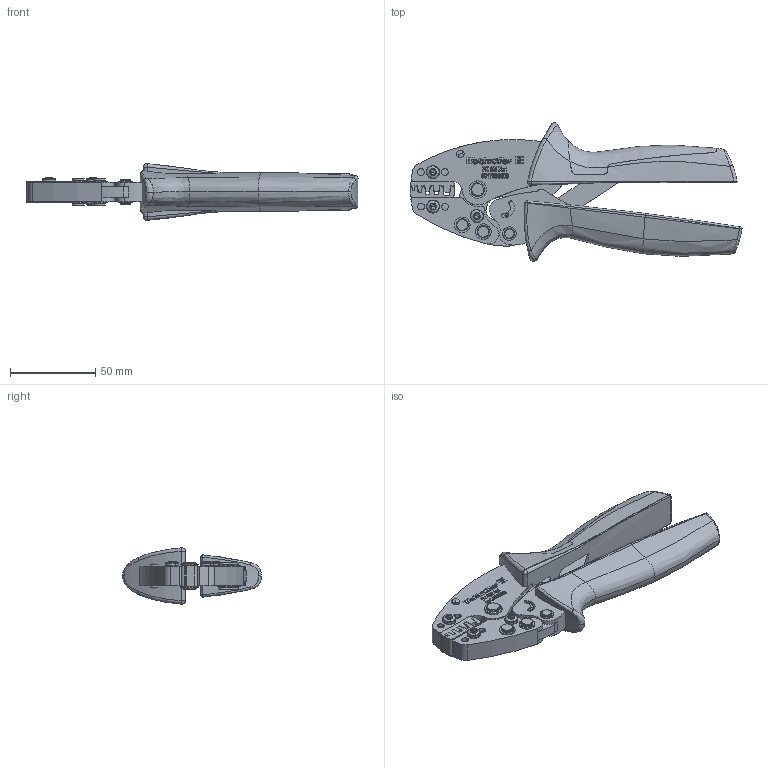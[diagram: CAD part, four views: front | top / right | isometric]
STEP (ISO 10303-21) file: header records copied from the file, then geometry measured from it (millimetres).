
FILE_DESCRIPTION(('CATIA V5 STEP Exchange','CAx-IF Rec.Pracs.--- Model Styling and Organization---1.5--- 2016-08-15','CAx-IF Rec.Pracs.---Supplemental Geometry---1.0---2011-11-01','CAx-IF Rec.Pracs.--- Composite Materials ---1.1---2010-07-15'),'2;1');
FILE_NAME ('033479-1_0', '2024-11-07T12:05:57+00:00', ('none'), ('Weidmueller'), 'CATIA Version 5-6 Release 2022 SP4 HF5', 'CATIA V5 STEP AP214 v3', 'none');
FILE_SCHEMA(('AUTOMOTIVE_DESIGN { 1 0 10303 214 1 1 1 1 }'));
Length unit declared in the file: millimetre
Products named in the file (1): 9017900000_PZ_6_5_ZERT_AllCATPart
Bounding box: 194.21 x 81.1 x 33.02 mm (x, y, z)
Volume: 141785.8 mm3; surface area: 34373.8 mm2
Topology: 1 solids, 1 shells, 1311 faces, 3637 edges, 2410 vertices
Faces by surface type: plane 520, extrusion 422, cylinder 189, bspline 128, cone 26, torus 18, sphere 8
Entity records: 53791 total; most frequent: CARTESIAN_POINT 23028, ORIENTED_EDGE 7250, DIRECTION 3696, EDGE_CURVE 3625, VERTEX_POINT 2410, VECTOR 2216, LINE 1794, B_SPLINE_CURVE_WITH_KNOTS 1723
